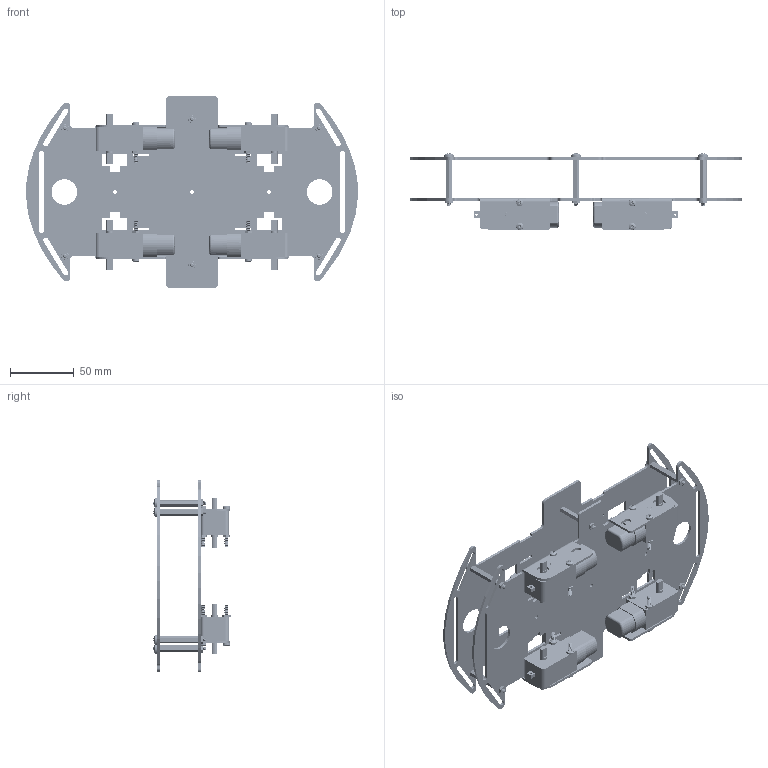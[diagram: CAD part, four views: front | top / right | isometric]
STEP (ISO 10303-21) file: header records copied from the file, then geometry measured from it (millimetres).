
FILE_DESCRIPTION (( 'STEP AP214' ), '1' );
FILE_NAME ('chassis_new.STEP', '2024-01-04T07:22:25', ( '' ), ( '' ), 'SwSTEP 2.0', 'SolidWorks 2022', '' );
FILE_SCHEMA (( 'AUTOMOTIVE_DESIGN' ));
Length unit declared in the file: inch
Products named in the file (12): supporting hexagon pillar.STEP; chassis_new; bottom chassis.STEP; Motor1.step; pan head cross recess screw_iso_ISO 7045 - M3 x 30 - Z - 30S.STEP; chassis.STEP; pan head cross recess screw_iso_ISO 7045 - M4 x 5 - Z - 5N.STEP; Motor3.step; Copy of top chasis^chassis.STEP; Motor4.step; Motor2.step; hexagon thin nut (ch)_is_IS 1364-4 - M3-N.STEP
Assembly tree (41 placements, depth 3):
  chassis_new
    chassis.STEP
      bottom chassis.STEP
      supporting hexagon pillar.STEP  x6
      Copy of top chasis^chassis.STEP
      pan head cross recess screw_iso_ISO 7045 - M4 x 5 - Z - 5N.STEP  x6
      hexagon thin nut (ch)_is_IS 1364-4 - M3-N.STEP  x14
      pan head cross recess screw_iso_ISO 7045 - M3 x 30 - Z - 30S.STEP  x8
    Motor1.step
    Motor2.step
    Motor3.step
    Motor4.step
Bounding box: 259.92 x 60.38 x 150 mm (x, y, z)
Volume: 208511.7 mm3; surface area: 154047.9 mm2
Topology: 40 solids, 40 shells, 4590 faces, 11964 edges, 7452 vertices
Faces by surface type: cone 2232, cylinder 1436, plane 780, torus 76, bspline 38, sphere 28
Entity records: 41385 total; most frequent: CARTESIAN_POINT 9909, DIRECTION 6534, ORIENTED_EDGE 6052, EDGE_CURVE 3026, AXIS2_PLACEMENT_3D 2486, VERTEX_POINT 1937, VECTOR 1562, LINE 1562
